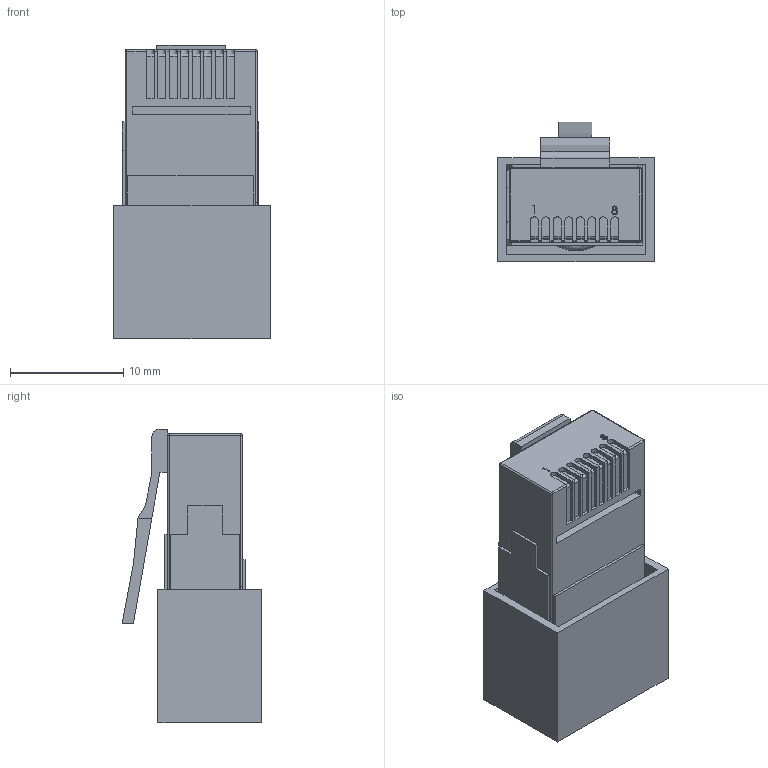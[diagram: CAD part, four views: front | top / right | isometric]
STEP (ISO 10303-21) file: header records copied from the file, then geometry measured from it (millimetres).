
FILE_DESCRIPTION (( 'STEP AP203' ), '1' );
FILE_NAME ('TSP3788C5S.STEP', '2006-06-30T18:57:21', ( ' ' ), ( ' ' ), 'SwSTEP 2.0', 'SolidWorks 2005354', '' );
FILE_SCHEMA (( 'CONFIG_CONTROL_DESIGN' ));
Length unit declared in the file: inch
Products named in the file (6): 1AD03-002-MA1; TSP3788C5S; 1AD01-002-MA2; 1AD01-001-MA1; 1AD03-003-MA2; 1AD03-003-MA1
Assembly tree (5 placements, depth 2):
  TSP3788C5S
    1AD01-002-MA2
    1AD03-002-MA1
    1AD03-003-MA1
    1AD01-001-MA1
    1AD03-003-MA2
Bounding box: 13.84 x 12.36 x 25.93 mm (x, y, z)
Volume: 1320.8 mm3; surface area: 4155.4 mm2
Topology: 5 solids, 5 shells, 312 faces, 881 edges, 570 vertices
Faces by surface type: plane 204, cylinder 81, bspline 17, sphere 8, torus 2
Entity records: 12127 total; most frequent: CARTESIAN_POINT 3368, ORIENTED_EDGE 1746, DIRECTION 1617, EDGE_CURVE 873, VECTOR 663, LINE 663, VERTEX_POINT 570, AXIS2_PLACEMENT_3D 477
